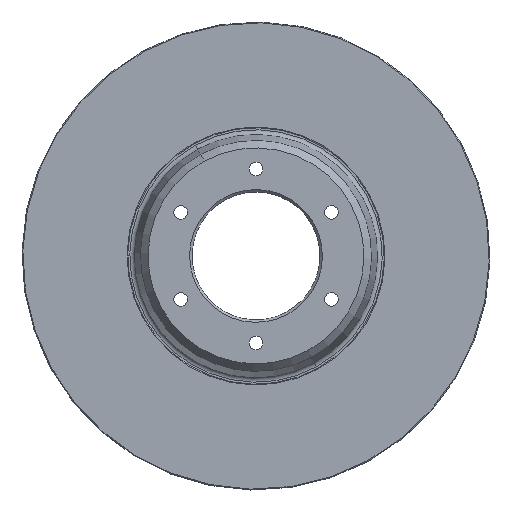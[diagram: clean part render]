
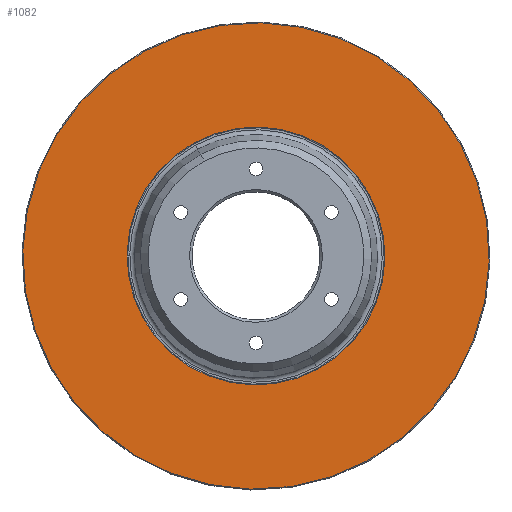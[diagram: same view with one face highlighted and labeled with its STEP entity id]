
A CAD part, top view. The second image highlights one B-rep face of the part: STEP entity #1082.
In plain terms, the highlighted planar face has unit normal (0, 0, 1).
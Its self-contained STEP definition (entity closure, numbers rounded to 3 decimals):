
#271=AXIS2_PLACEMENT_3D('Circle Axis2P3D',#269,#270,$) ;
#302=AXIS2_PLACEMENT_3D('Circle Axis2P3D',#300,#301,$) ;
#1058=AXIS2_PLACEMENT_3D('Plane Axis2P3D',#1055,#1056,#1057) ;
#1062=AXIS2_PLACEMENT_3D('Circle Axis2P3D',#1060,#1061,$) ;
#1071=AXIS2_PLACEMENT_3D('Circle Axis2P3D',#1069,#1070,$) ;
#269=CARTESIAN_POINT('Axis2P3D Location',(0.,0.,15.88)) ;
#273=CARTESIAN_POINT('Vertex',(38.365,-70.227,15.88)) ;
#275=CARTESIAN_POINT('Vertex',(-38.365,70.227,15.88)) ;
#300=CARTESIAN_POINT('Axis2P3D Location',(0.,0.,15.88)) ;
#1055=CARTESIAN_POINT('Axis2P3D Location',(0.,145.255,15.88)) ;
#1060=CARTESIAN_POINT('Axis2P3D Location',(0.,0.,15.88)) ;
#1064=CARTESIAN_POINT('Vertex',(69.399,-127.034,15.88)) ;
#1066=CARTESIAN_POINT('Vertex',(-69.399,127.034,15.88)) ;
#1069=CARTESIAN_POINT('Axis2P3D Location',(0.,0.,15.88)) ;
#270=DIRECTION('Axis2P3D Direction',(0.,0.,1.)) ;
#301=DIRECTION('Axis2P3D Direction',(0.,-0.,1.)) ;
#1056=DIRECTION('Axis2P3D Direction',(0.,0.,1.)) ;
#1057=DIRECTION('Axis2P3D XDirection',(1.,0.,0.)) ;
#1061=DIRECTION('Axis2P3D Direction',(0.,0.,1.)) ;
#1070=DIRECTION('Axis2P3D Direction',(0.,0.,1.)) ;
#1075=ORIENTED_EDGE('',*,*,#1068,.T.) ;
#1076=ORIENTED_EDGE('',*,*,#1073,.T.) ;
#1079=ORIENTED_EDGE('',*,*,#304,.F.) ;
#1080=ORIENTED_EDGE('',*,*,#277,.F.) ;
#1081=FACE_BOUND('',#1078,.T.) ;
#1082=ADVANCED_FACE('Corps principal',(#1077,#1081),#1059,.T.) ;
#272=CIRCLE('generated circle',#271,80.023) ;
#303=CIRCLE('generated circle',#302,80.023) ;
#1063=CIRCLE('generated circle',#1062,144.755) ;
#1072=CIRCLE('generated circle',#1071,144.755) ;
#277=EDGE_CURVE('',#274,#276,#272,.T.) ;
#304=EDGE_CURVE('',#276,#274,#303,.T.) ;
#1068=EDGE_CURVE('',#1065,#1067,#1063,.T.) ;
#1073=EDGE_CURVE('',#1067,#1065,#1072,.T.) ;
#1074=EDGE_LOOP('',(#1075,#1076)) ;
#1078=EDGE_LOOP('',(#1079,#1080)) ;
#1077=FACE_OUTER_BOUND('',#1074,.T.) ;
#1059=PLANE('',#1058) ;
#274=VERTEX_POINT('',#273) ;
#276=VERTEX_POINT('',#275) ;
#1065=VERTEX_POINT('',#1064) ;
#1067=VERTEX_POINT('',#1066) ;
